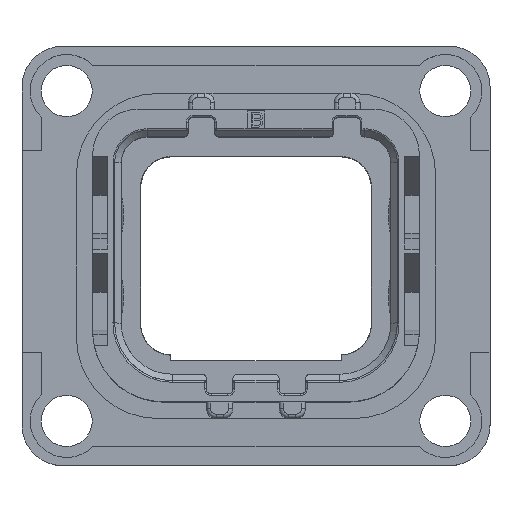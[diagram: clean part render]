
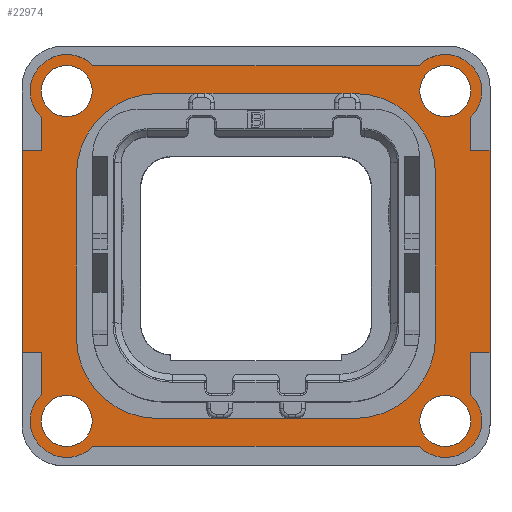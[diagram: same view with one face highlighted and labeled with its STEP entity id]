
A CAD part, top view. The second image highlights one B-rep face of the part: STEP entity #22974.
In plain terms, the highlighted planar face has unit normal (0, 0, 1).
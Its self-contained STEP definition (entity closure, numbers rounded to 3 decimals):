
#97=DIRECTION('',(0.,-1.,0.));
#98=VECTOR('',#97,12.45);
#99=CARTESIAN_POINT('',(-14.4,6.5,1.5));
#100=LINE('',#99,#98);
#160=CARTESIAN_POINT('',(-11.65,10.15,1.5));
#161=DIRECTION('',(0.,0.,1.));
#162=DIRECTION('',(0.716,0.698,0.));
#163=AXIS2_PLACEMENT_3D('',#160,#161,#162);
#173=CARTESIAN_POINT('',(11.65,10.15,1.5));
#174=DIRECTION('',(0.,0.,1.));
#175=DIRECTION('',(0.698,-0.716,0.));
#176=AXIS2_PLACEMENT_3D('',#173,#174,#175);
#183=DIRECTION('',(0.,1.,0.));
#184=VECTOR('',#183,2.588);
#185=CARTESIAN_POINT('',(13.22,-8.538,1.5));
#186=LINE('',#185,#184);
#187=DIRECTION('',(1.,0.,0.));
#188=VECTOR('',#187,20.077);
#189=CARTESIAN_POINT('',(-10.038,-11.72,1.5));
#190=LINE('',#189,#188);
#191=DIRECTION('',(0.,-1.,0.));
#192=VECTOR('',#191,2.588);
#193=CARTESIAN_POINT('',(-13.22,-5.95,1.5));
#194=LINE('',#193,#192);
#195=DIRECTION('',(1.,0.,0.));
#196=VECTOR('',#195,1.18);
#197=CARTESIAN_POINT('',(-14.4,-5.95,1.5));
#198=LINE('',#197,#196);
#199=DIRECTION('',(-1.,0.,0.));
#200=VECTOR('',#199,1.18);
#201=CARTESIAN_POINT('',(-13.22,6.5,1.5));
#202=LINE('',#201,#200);
#203=DIRECTION('',(0.,-1.,0.));
#204=VECTOR('',#203,2.038);
#205=CARTESIAN_POINT('',(-13.22,8.538,1.5));
#206=LINE('',#205,#204);
#207=DIRECTION('',(-1.,0.,0.));
#208=VECTOR('',#207,20.077);
#209=CARTESIAN_POINT('',(10.038,11.72,1.5));
#210=LINE('',#209,#208);
#211=DIRECTION('',(0.,1.,0.));
#212=VECTOR('',#211,2.038);
#213=CARTESIAN_POINT('',(13.22,6.5,1.5));
#214=LINE('',#213,#212);
#215=DIRECTION('',(-1.,0.,0.));
#216=VECTOR('',#215,1.18);
#217=CARTESIAN_POINT('',(14.4,6.5,1.5));
#218=LINE('',#217,#216);
#219=DIRECTION('',(1.,0.,0.));
#220=VECTOR('',#219,1.18);
#221=CARTESIAN_POINT('',(13.22,-5.95,1.5));
#222=LINE('',#221,#220);
#223=CARTESIAN_POINT('',(11.65,-10.15,1.5));
#224=DIRECTION('',(0.,0.,1.));
#225=DIRECTION('',(-1.,0.,0.));
#226=AXIS2_PLACEMENT_3D('',#223,#224,#225);
#228=CARTESIAN_POINT('',(-11.65,-10.15,1.5));
#229=DIRECTION('',(0.,0.,1.));
#230=DIRECTION('',(-1.,0.,0.));
#231=AXIS2_PLACEMENT_3D('',#228,#229,#230);
#233=CARTESIAN_POINT('',(-11.65,10.15,1.5));
#234=DIRECTION('',(0.,0.,1.));
#235=DIRECTION('',(1.,0.,0.));
#236=AXIS2_PLACEMENT_3D('',#233,#234,#235);
#238=CARTESIAN_POINT('',(11.65,10.15,1.5));
#239=DIRECTION('',(0.,0.,1.));
#240=DIRECTION('',(1.,0.,0.));
#241=AXIS2_PLACEMENT_3D('',#238,#239,#240);
#243=CARTESIAN_POINT('',(6.05,5.,1.5));
#244=DIRECTION('',(0.,0.,-1.));
#245=DIRECTION('',(0.,1.,0.));
#246=AXIS2_PLACEMENT_3D('',#243,#244,#245);
#248=DIRECTION('',(1.,0.,0.));
#249=VECTOR('',#248,12.1);
#250=CARTESIAN_POINT('',(-6.05,10.,1.5));
#251=LINE('',#250,#249);
#252=CARTESIAN_POINT('',(-6.05,5.,1.5));
#253=DIRECTION('',(0.,0.,-1.));
#254=DIRECTION('',(-1.,0.,0.));
#255=AXIS2_PLACEMENT_3D('',#252,#253,#254);
#257=DIRECTION('',(0.,1.,0.));
#258=VECTOR('',#257,10.);
#259=CARTESIAN_POINT('',(-11.05,-5.,1.5));
#260=LINE('',#259,#258);
#261=CARTESIAN_POINT('',(-6.05,-5.,1.5));
#262=DIRECTION('',(0.,0.,-1.));
#263=DIRECTION('',(0.,-1.,0.));
#264=AXIS2_PLACEMENT_3D('',#261,#262,#263);
#266=DIRECTION('',(-1.,0.,0.));
#267=VECTOR('',#266,12.1);
#268=CARTESIAN_POINT('',(6.05,-10.,1.5));
#269=LINE('',#268,#267);
#270=CARTESIAN_POINT('',(6.05,-5.,1.5));
#271=DIRECTION('',(0.,0.,-1.));
#272=DIRECTION('',(1.,0.,0.));
#273=AXIS2_PLACEMENT_3D('',#270,#271,#272);
#275=DIRECTION('',(0.,-1.,0.));
#276=VECTOR('',#275,10.);
#277=CARTESIAN_POINT('',(11.05,5.,1.5));
#278=LINE('',#277,#276);
#283=CARTESIAN_POINT('',(11.65,-10.15,1.5));
#284=DIRECTION('',(0.,0.,1.));
#285=DIRECTION('',(-0.716,-0.698,0.));
#286=AXIS2_PLACEMENT_3D('',#283,#284,#285);
#340=CARTESIAN_POINT('',(-11.65,-10.15,1.5));
#341=DIRECTION('',(0.,0.,1.));
#342=DIRECTION('',(-0.698,0.716,0.));
#343=AXIS2_PLACEMENT_3D('',#340,#341,#342);
#369=DIRECTION('',(0.,1.,0.));
#370=VECTOR('',#369,12.45);
#371=CARTESIAN_POINT('',(14.4,-5.95,1.5));
#372=LINE('',#371,#370);
#425=CARTESIAN_POINT('',(11.65,-10.15,1.5));
#426=DIRECTION('',(0.,0.,1.));
#427=DIRECTION('',(1.,0.,0.));
#428=AXIS2_PLACEMENT_3D('',#425,#426,#427);
#430=CARTESIAN_POINT('',(-11.65,-10.15,1.5));
#431=DIRECTION('',(0.,0.,1.));
#432=DIRECTION('',(1.,0.,0.));
#433=AXIS2_PLACEMENT_3D('',#430,#431,#432);
#451=CARTESIAN_POINT('',(-11.65,10.15,1.5));
#452=DIRECTION('',(0.,0.,1.));
#453=DIRECTION('',(-1.,0.,0.));
#454=AXIS2_PLACEMENT_3D('',#451,#452,#453);
#456=CARTESIAN_POINT('',(11.65,10.15,1.5));
#457=DIRECTION('',(0.,0.,1.));
#458=DIRECTION('',(-1.,0.,0.));
#459=AXIS2_PLACEMENT_3D('',#456,#457,#458);
#19965=CARTESIAN_POINT('',(-6.05,10.,1.5));
#19966=CARTESIAN_POINT('',(6.05,10.,1.5));
#19967=VERTEX_POINT('',#19965);
#19968=VERTEX_POINT('',#19966);
#19969=CARTESIAN_POINT('',(11.05,-5.,1.5));
#19970=CARTESIAN_POINT('',(6.05,-10.,1.5));
#19971=VERTEX_POINT('',#19969);
#19972=VERTEX_POINT('',#19970);
#19973=CARTESIAN_POINT('',(11.05,5.,1.5));
#19974=VERTEX_POINT('',#19973);
#19975=CARTESIAN_POINT('',(-11.05,5.,1.5));
#19976=VERTEX_POINT('',#19975);
#19977=CARTESIAN_POINT('',(-11.05,-5.,1.5));
#19978=VERTEX_POINT('',#19977);
#19979=CARTESIAN_POINT('',(-6.05,-10.,1.5));
#19980=VERTEX_POINT('',#19979);
#20009=CARTESIAN_POINT('',(14.4,-5.95,1.5));
#20010=CARTESIAN_POINT('',(14.4,6.5,1.5));
#20011=VERTEX_POINT('',#20009);
#20012=VERTEX_POINT('',#20010);
#20013=CARTESIAN_POINT('',(-14.4,6.5,1.5));
#20014=CARTESIAN_POINT('',(-14.4,-5.95,1.5));
#20015=VERTEX_POINT('',#20013);
#20016=VERTEX_POINT('',#20014);
#20017=CARTESIAN_POINT('',(10.08,10.15,1.5));
#20018=VERTEX_POINT('',#20017);
#20019=CARTESIAN_POINT('',(-10.08,10.15,1.5));
#20020=VERTEX_POINT('',#20019);
#20021=CARTESIAN_POINT('',(-10.08,-10.15,1.5));
#20022=VERTEX_POINT('',#20021);
#20023=CARTESIAN_POINT('',(10.08,-10.15,1.5));
#20024=VERTEX_POINT('',#20023);
#20025=CARTESIAN_POINT('',(-13.22,6.5,1.5));
#20026=VERTEX_POINT('',#20025);
#20027=CARTESIAN_POINT('',(13.22,6.5,1.5));
#20028=VERTEX_POINT('',#20027);
#20029=CARTESIAN_POINT('',(-13.22,-5.95,1.5));
#20030=VERTEX_POINT('',#20029);
#20345=CARTESIAN_POINT('',(13.22,-5.95,1.5));
#20346=VERTEX_POINT('',#20345);
#20676=CARTESIAN_POINT('',(13.22,8.538,1.5));
#20678=VERTEX_POINT('',#20676);
#20680=CARTESIAN_POINT('',(-10.038,-11.72,1.5));
#20682=VERTEX_POINT('',#20680);
#20684=CARTESIAN_POINT('',(10.038,-11.72,1.5));
#20686=VERTEX_POINT('',#20684);
#20688=CARTESIAN_POINT('',(-13.22,-8.538,1.5));
#20690=VERTEX_POINT('',#20688);
#20692=CARTESIAN_POINT('',(-10.038,11.72,1.5));
#20694=VERTEX_POINT('',#20692);
#20696=CARTESIAN_POINT('',(10.038,11.72,1.5));
#20698=VERTEX_POINT('',#20696);
#20700=CARTESIAN_POINT('',(-13.22,8.538,1.5));
#20702=VERTEX_POINT('',#20700);
#20704=CARTESIAN_POINT('',(13.22,-8.538,1.5));
#20706=VERTEX_POINT('',#20704);
#20708=CARTESIAN_POINT('',(13.22,10.15,1.5));
#20709=VERTEX_POINT('',#20708);
#20710=CARTESIAN_POINT('',(-13.22,10.15,1.5));
#20711=VERTEX_POINT('',#20710);
#20712=CARTESIAN_POINT('',(-13.22,-10.15,1.5));
#20713=VERTEX_POINT('',#20712);
#20714=CARTESIAN_POINT('',(13.22,-10.15,1.5));
#20715=VERTEX_POINT('',#20714);
#22897=CARTESIAN_POINT('',(0.,0.,1.5));
#22898=DIRECTION('',(0.,0.,1.));
#22899=DIRECTION('',(1.,0.,0.));
#22900=AXIS2_PLACEMENT_3D('',#22897,#22898,#22899);
#22901=PLANE('',#22900);
#22903=ORIENTED_EDGE('',*,*,#22902,.F.);
#22905=ORIENTED_EDGE('',*,*,#22904,.F.);
#22907=ORIENTED_EDGE('',*,*,#22906,.F.);
#22909=ORIENTED_EDGE('',*,*,#22908,.F.);
#22911=ORIENTED_EDGE('',*,*,#22910,.F.);
#22913=ORIENTED_EDGE('',*,*,#22912,.F.);
#22914=ORIENTED_EDGE('',*,*,#22810,.F.);
#22916=ORIENTED_EDGE('',*,*,#22915,.F.);
#22918=ORIENTED_EDGE('',*,*,#22917,.F.);
#22919=ORIENTED_EDGE('',*,*,#22862,.F.);
#22920=ORIENTED_EDGE('',*,*,#22878,.F.);
#22921=ORIENTED_EDGE('',*,*,#22888,.F.);
#22923=ORIENTED_EDGE('',*,*,#22922,.F.);
#22925=ORIENTED_EDGE('',*,*,#22924,.F.);
#22927=ORIENTED_EDGE('',*,*,#22926,.F.);
#22929=ORIENTED_EDGE('',*,*,#22928,.F.);
#22930=EDGE_LOOP('',(#22903,#22905,#22907,#22909,#22911,#22913,#22914,#22916,
#22918,#22919,#22920,#22921,#22923,#22925,#22927,#22929));
#22931=FACE_OUTER_BOUND('',#22930,.F.);
#22933=ORIENTED_EDGE('',*,*,#22932,.T.);
#22935=ORIENTED_EDGE('',*,*,#22934,.T.);
#22936=EDGE_LOOP('',(#22933,#22935));
#22937=FACE_BOUND('',#22936,.F.);
#22939=ORIENTED_EDGE('',*,*,#22938,.T.);
#22941=ORIENTED_EDGE('',*,*,#22940,.T.);
#22942=EDGE_LOOP('',(#22939,#22941));
#22943=FACE_BOUND('',#22942,.F.);
#22945=ORIENTED_EDGE('',*,*,#22944,.T.);
#22947=ORIENTED_EDGE('',*,*,#22946,.T.);
#22948=EDGE_LOOP('',(#22945,#22947));
#22949=FACE_BOUND('',#22948,.F.);
#22951=ORIENTED_EDGE('',*,*,#22950,.T.);
#22953=ORIENTED_EDGE('',*,*,#22952,.T.);
#22954=EDGE_LOOP('',(#22951,#22953));
#22955=FACE_BOUND('',#22954,.F.);
#22957=ORIENTED_EDGE('',*,*,#22956,.F.);
#22959=ORIENTED_EDGE('',*,*,#22958,.F.);
#22961=ORIENTED_EDGE('',*,*,#22960,.F.);
#22963=ORIENTED_EDGE('',*,*,#22962,.F.);
#22965=ORIENTED_EDGE('',*,*,#22964,.F.);
#22967=ORIENTED_EDGE('',*,*,#22966,.F.);
#22969=ORIENTED_EDGE('',*,*,#22968,.F.);
#22971=ORIENTED_EDGE('',*,*,#22970,.F.);
#22972=EDGE_LOOP('',(#22957,#22959,#22961,#22963,#22965,#22967,#22969,#22971));
#22973=FACE_BOUND('',#22972,.F.);
#22974=ADVANCED_FACE('',(#22931,#22937,#22943,#22949,#22955,#22973),#22901,.T.);
#164=CIRCLE('',#163,2.25);
#177=CIRCLE('',#176,2.25);
#227=CIRCLE('',#226,1.57);
#232=CIRCLE('',#231,1.57);
#237=CIRCLE('',#236,1.57);
#242=CIRCLE('',#241,1.57);
#247=CIRCLE('',#246,5.);
#256=CIRCLE('',#255,5.);
#265=CIRCLE('',#264,5.);
#274=CIRCLE('',#273,5.);
#287=CIRCLE('',#286,2.25);
#344=CIRCLE('',#343,2.25);
#429=CIRCLE('',#428,1.57);
#434=CIRCLE('',#433,1.57);
#455=CIRCLE('',#454,1.57);
#460=CIRCLE('',#459,1.57);
#22810=EDGE_CURVE('',#20015,#20016,#100,.T.);
#22862=EDGE_CURVE('',#20694,#20702,#164,.T.);
#22878=EDGE_CURVE('',#20698,#20694,#210,.T.);
#22888=EDGE_CURVE('',#20678,#20698,#177,.T.);
#22902=EDGE_CURVE('',#20706,#20346,#186,.T.);
#22904=EDGE_CURVE('',#20686,#20706,#287,.T.);
#22906=EDGE_CURVE('',#20682,#20686,#190,.T.);
#22908=EDGE_CURVE('',#20690,#20682,#344,.T.);
#22910=EDGE_CURVE('',#20030,#20690,#194,.T.);
#22912=EDGE_CURVE('',#20016,#20030,#198,.T.);
#22915=EDGE_CURVE('',#20026,#20015,#202,.T.);
#22917=EDGE_CURVE('',#20702,#20026,#206,.T.);
#22922=EDGE_CURVE('',#20028,#20678,#214,.T.);
#22924=EDGE_CURVE('',#20012,#20028,#218,.T.);
#22926=EDGE_CURVE('',#20011,#20012,#372,.T.);
#22928=EDGE_CURVE('',#20346,#20011,#222,.T.);
#22932=EDGE_CURVE('',#20024,#20715,#227,.T.);
#22934=EDGE_CURVE('',#20715,#20024,#429,.T.);
#22938=EDGE_CURVE('',#20022,#20713,#434,.T.);
#22940=EDGE_CURVE('',#20713,#20022,#232,.T.);
#22944=EDGE_CURVE('',#20020,#20711,#237,.T.);
#22946=EDGE_CURVE('',#20711,#20020,#455,.T.);
#22950=EDGE_CURVE('',#20018,#20709,#460,.T.);
#22952=EDGE_CURVE('',#20709,#20018,#242,.T.);
#22956=EDGE_CURVE('',#19968,#19974,#247,.T.);
#22958=EDGE_CURVE('',#19967,#19968,#251,.T.);
#22960=EDGE_CURVE('',#19976,#19967,#256,.T.);
#22962=EDGE_CURVE('',#19978,#19976,#260,.T.);
#22964=EDGE_CURVE('',#19980,#19978,#265,.T.);
#22966=EDGE_CURVE('',#19972,#19980,#269,.T.);
#22968=EDGE_CURVE('',#19971,#19972,#274,.T.);
#22970=EDGE_CURVE('',#19974,#19971,#278,.T.);
